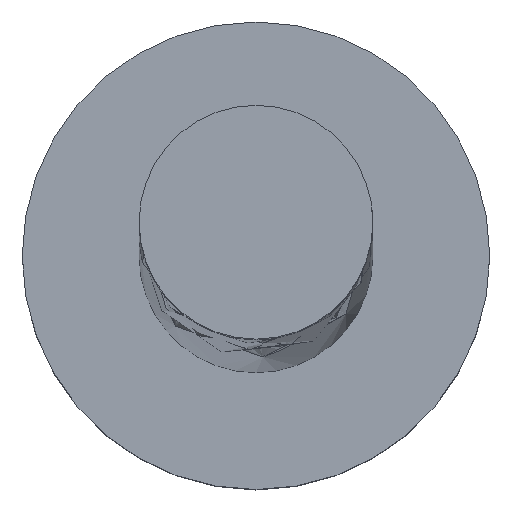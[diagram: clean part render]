
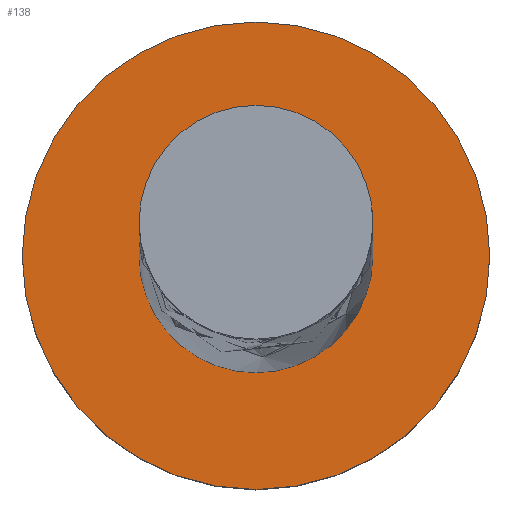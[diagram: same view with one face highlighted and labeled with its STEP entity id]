
A CAD part, top view. The second image highlights one B-rep face of the part: STEP entity #138.
In plain terms, the highlighted planar face has unit normal (0, 0, 1).
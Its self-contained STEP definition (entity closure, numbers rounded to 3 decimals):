
#1 = FACE_BOUND ( 'NONE', #1237, .T. ) ;
#51 = DIRECTION ( 'NONE',  ( 1., 0., 0. ) ) ;
#68 = EDGE_CURVE ( 'NONE', #305, #135, #1122, .T. ) ;
#112 = ORIENTED_EDGE ( 'NONE', *, *, #68, .F. ) ;
#135 = VERTEX_POINT ( 'NONE', #240 ) ;
#138 = ADVANCED_FACE ( 'NONE', ( #1, #633 ), #1278, .T. ) ;
#195 = ORIENTED_EDGE ( 'NONE', *, *, #669, .F. ) ;
#202 = EDGE_LOOP ( 'NONE', ( #1484, #594 ) ) ;
#240 = CARTESIAN_POINT ( 'NONE',  ( 1., 0., 2. ) ) ;
#244 = AXIS2_PLACEMENT_3D ( 'NONE', #1606, #354, #733 ) ;
#305 = VERTEX_POINT ( 'NONE', #324 ) ;
#324 = CARTESIAN_POINT ( 'NONE',  ( -1., 0., 2. ) ) ;
#344 = AXIS2_PLACEMENT_3D ( 'NONE', #1460, #415, #51 ) ;
#354 = DIRECTION ( 'NONE',  ( 0., 0., 1. ) ) ;
#362 = CARTESIAN_POINT ( 'NONE',  ( 0., 0., 2. ) ) ;
#371 = DIRECTION ( 'NONE',  ( 1., 0., 0. ) ) ;
#377 = EDGE_CURVE ( 'NONE', #785, #432, #558, .T. ) ;
#415 = DIRECTION ( 'NONE',  ( 0., 0., 1. ) ) ;
#432 = VERTEX_POINT ( 'NONE', #576 ) ;
#482 = CIRCLE ( 'NONE', #344, 1. ) ;
#531 = AXIS2_PLACEMENT_3D ( 'NONE', #362, #1015, #371 ) ;
#558 = CIRCLE ( 'NONE', #1198, 2. ) ;
#576 = CARTESIAN_POINT ( 'NONE',  ( 2., 0., 2. ) ) ;
#579 = DIRECTION ( 'NONE',  ( 1., 0., 0. ) ) ;
#594 = ORIENTED_EDGE ( 'NONE', *, *, #971, .T. ) ;
#633 = FACE_OUTER_BOUND ( 'NONE', #202, .T. ) ;
#669 = EDGE_CURVE ( 'NONE', #135, #305, #482, .T. ) ;
#733 = DIRECTION ( 'NONE',  ( 1., 0., 0. ) ) ;
#765 = AXIS2_PLACEMENT_3D ( 'NONE', #1105, #1480, #579 ) ;
#785 = VERTEX_POINT ( 'NONE', #905 ) ;
#905 = CARTESIAN_POINT ( 'NONE',  ( -2., 0., 2. ) ) ;
#971 = EDGE_CURVE ( 'NONE', #432, #785, #1379, .T. ) ;
#983 = CARTESIAN_POINT ( 'NONE',  ( 0., 0., 2. ) ) ;
#1015 = DIRECTION ( 'NONE',  ( 0., 0., 1. ) ) ;
#1105 = CARTESIAN_POINT ( 'NONE',  ( 0., 0., 2. ) ) ;
#1122 = CIRCLE ( 'NONE', #244, 1. ) ;
#1198 = AXIS2_PLACEMENT_3D ( 'NONE', #983, #1614, #1232 ) ;
#1232 = DIRECTION ( 'NONE',  ( 1., 0., 0. ) ) ;
#1237 = EDGE_LOOP ( 'NONE', ( #112, #195 ) ) ;
#1278 = PLANE ( 'NONE',  #531 ) ;
#1379 = CIRCLE ( 'NONE', #765, 2. ) ;
#1460 = CARTESIAN_POINT ( 'NONE',  ( 0., 0., 2. ) ) ;
#1480 = DIRECTION ( 'NONE',  ( 0., 0., 1. ) ) ;
#1484 = ORIENTED_EDGE ( 'NONE', *, *, #377, .T. ) ;
#1606 = CARTESIAN_POINT ( 'NONE',  ( 0., 0., 2. ) ) ;
#1614 = DIRECTION ( 'NONE',  ( 0., 0., 1. ) ) ;
